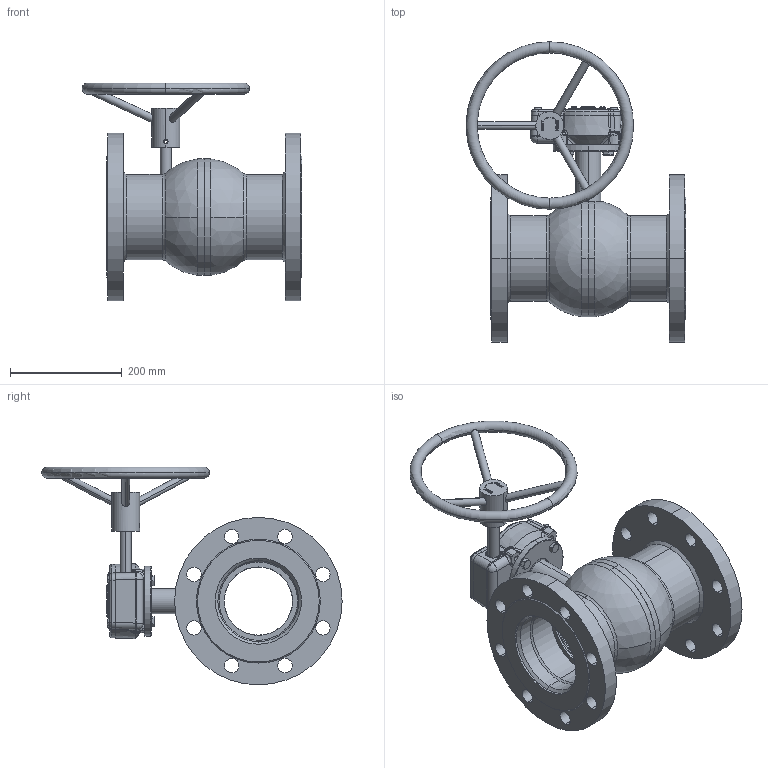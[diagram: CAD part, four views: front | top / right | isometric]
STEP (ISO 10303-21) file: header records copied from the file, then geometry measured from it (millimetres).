
FILE_DESCRIPTION (( 'STEP AP214' ), '1' );
FILE_NAME ('8500425150 480.step', '2025-05-29T08:14:36', ( '' ), ( '' ), 'SwSTEP 2.0', 'SolidWorks 2023', '' );
FILE_SCHEMA (( 'AUTOMOTIVE_DESIGN' ));
Length unit declared in the file: millimetre
Products named in the file (1): 8500425150 480
Bounding box: 393.77 x 537.78 x 390 mm (x, y, z)
Surface area: 806564.2 mm2 (no closed solid volume)
Topology: 0 solids, 28 shells, 637 faces, 1838 edges, 1208 vertices
Faces by surface type: plane 210, cylinder 149, bspline 112, cone 107, torus 38, sphere 21
Entity records: 35904 total; most frequent: CARTESIAN_POINT 20335, ORIENTED_EDGE 3206, DIRECTION 3011, EDGE_CURVE 1837, VERTEX_POINT 1208, AXIS2_PLACEMENT_3D 1167, EDGE_LOOP 748, VECTOR 677
